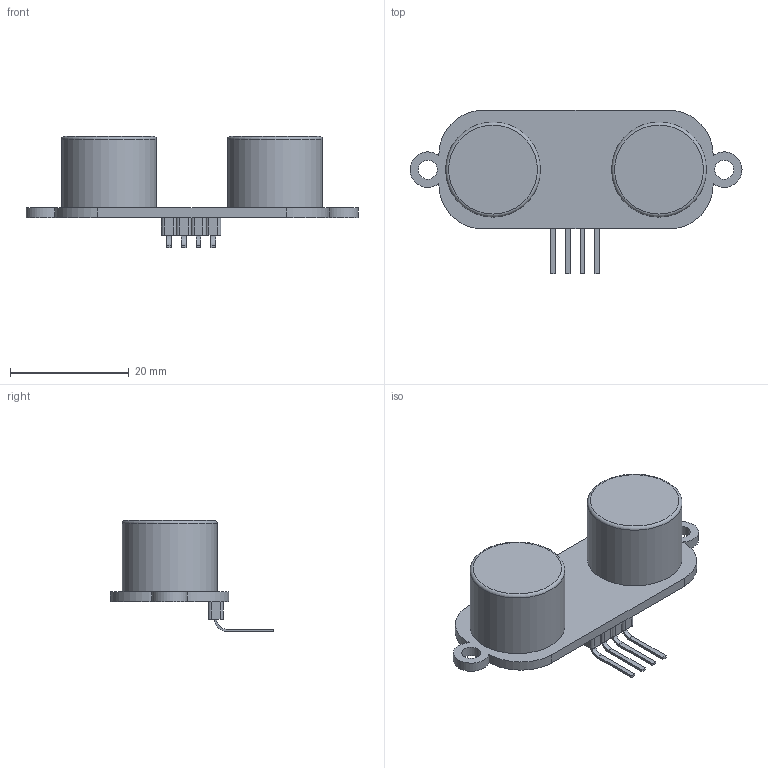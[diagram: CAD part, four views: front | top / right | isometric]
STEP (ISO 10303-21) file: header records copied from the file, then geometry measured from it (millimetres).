
FILE_DESCRIPTION(('FreeCAD Model'),'2;1');
FILE_NAME('Sensor_BAT_Ultrasonic.step', '2014-08-20T13:09:40',('FreeCAD'),('FreeCAD'), 'Open CASCADE STEP processor 6.7','FreeCAD','Unknown');
FILE_SCHEMA(('AUTOMOTIVE_DESIGN_CC2 { 1 2 10303 214 -1 1 5 4 }'));
Length unit declared in the file: millimetre
Products named in the file (1): Sensor_BAT_Ultrasonic
Bounding box: 56 x 27.52 x 18.72 mm (x, y, z)
Volume: 6436.9 mm3; surface area: 3457.8 mm2
Topology: 1 solids, 1 shells, 81 faces, 214 edges, 142 vertices
Faces by surface type: plane 45, cylinder 34, torus 2
Full cylindrical faces by diameter (mm): 3.2 x2, 16 x2
Entity records: 5471 total; most frequent: CARTESIAN_POINT 1198, DIRECTION 806, LINE 482, VECTOR 482, ORIENTED_EDGE 428, PCURVE 428, DEFINITIONAL_REPRESENTATION 428, EDGE_CURVE 214
